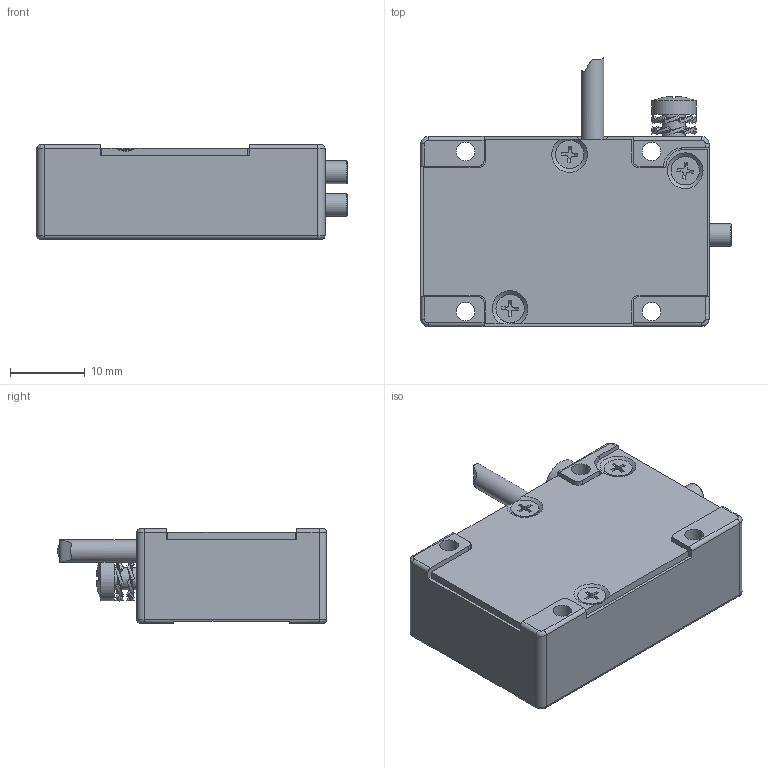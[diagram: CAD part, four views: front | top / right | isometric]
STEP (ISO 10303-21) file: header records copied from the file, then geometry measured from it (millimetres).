
FILE_DESCRIPTION (( 'STEP AP203' ), '1' );
FILE_NAME ('HR2_motor288288125.STEP', '2015-10-29T09:27:06', ( '' ), ( '' ), 'SwSTEP 2.0', 'SolidWorks 2014', '' );
FILE_SCHEMA (( 'CONFIG_CONTROL_DESIGN' ));
Length unit declared in the file: millimetre
Products named in the file (1): HR2_motor288288125
Bounding box: 41.69 x 36.12 x 12.7 mm (x, y, z)
Volume: 11484.8 mm3; surface area: 6904.7 mm2
Topology: 7 solids, 9 shells, 396 faces, 1112 edges, 710 vertices
Faces by surface type: plane 191, cylinder 100, bspline 88, cone 17
Full cylindrical faces by diameter (mm): 1.6 x3, 2 x3, 2.5 x5, 3 x4, 3.05 x2, 3.2 x2, 3.8 x3, 6 x2
Entity records: 14527 total; most frequent: CARTESIAN_POINT 5216, ORIENTED_EDGE 2094, DIRECTION 1578, EDGE_CURVE 1047, VERTEX_POINT 690, AXIS2_PLACEMENT_3D 534, LINE 510, VECTOR 510
